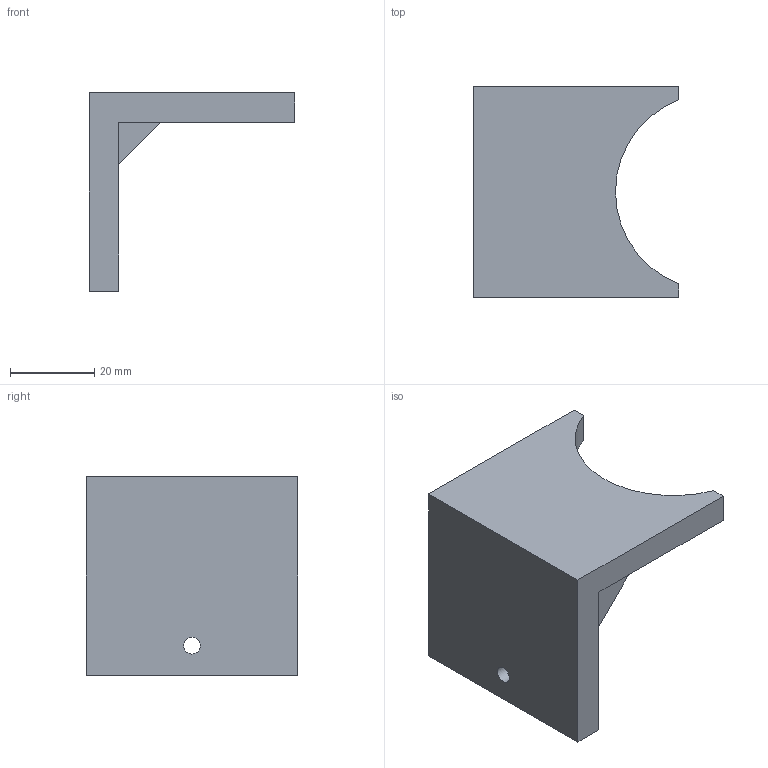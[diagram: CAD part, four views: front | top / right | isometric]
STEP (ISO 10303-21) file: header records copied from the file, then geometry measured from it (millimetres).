
FILE_DESCRIPTION(('FreeCAD Model'),'2;1');
FILE_NAME('Outils_equerre_FV-082_rev2.step','2014-10-10T13:08:34',('FreeCAD'),('FreeCAD'), 'Open CASCADE STEP processor 6.5','FreeCAD','Unknown');
FILE_SCHEMA(('AUTOMOTIVE_DESIGN_CC2 { 1 2 10303 214 -1 1 5 4 }'));
Length unit declared in the file: millimetre
Products named in the file (1): Pad002
Bounding box: 48.7 x 50 x 47 mm (x, y, z)
Volume: 28635.8 mm3; surface area: 10097.3 mm2
Topology: 1 solids, 1 shells, 18 faces, 46 edges, 30 vertices
Faces by surface type: plane 15, cylinder 3
Full cylindrical faces by diameter (mm): 4 x1
Entity records: 1171 total; most frequent: CARTESIAN_POINT 215, DIRECTION 174, LINE 122, VECTOR 122, ORIENTED_EDGE 92, PCURVE 92, DEFINITIONAL_REPRESENTATION 92, EDGE_CURVE 46
